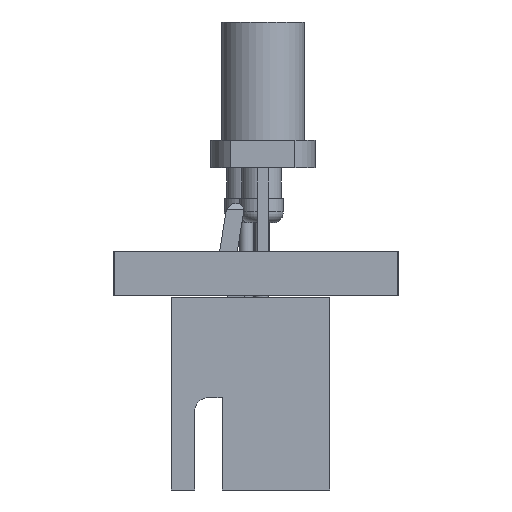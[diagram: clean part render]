
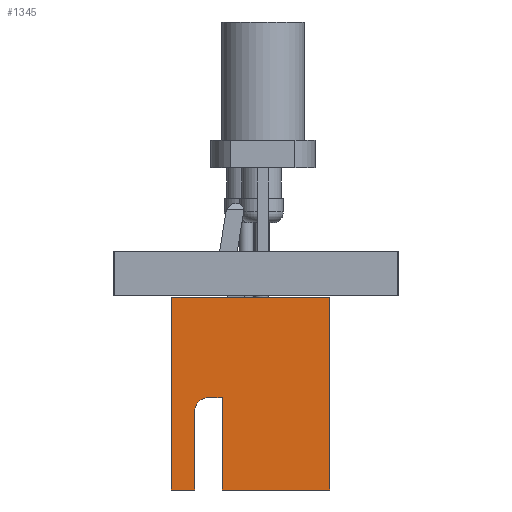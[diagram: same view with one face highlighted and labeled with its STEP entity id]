
A CAD part, left-side view. The second image highlights one B-rep face of the part: STEP entity #1345.
In plain terms, the highlighted face is planar.
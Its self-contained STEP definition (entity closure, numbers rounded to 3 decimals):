
#1032 = VERTEX_POINT('',#1033);
#1033 = CARTESIAN_POINT('',(4.95,-3.4,7.));
#1039 = EDGE_CURVE('',#1032,#1040,#1042,.T.);
#1040 = VERTEX_POINT('',#1041);
#1041 = CARTESIAN_POINT('',(4.95,0.5,7.));
#1042 = LINE('',#1043,#1044);
#1043 = CARTESIAN_POINT('',(4.95,-3.4,7.));
#1044 = VECTOR('',#1045,1.);
#1045 = DIRECTION('',(0.,1.,0.));
#1247 = EDGE_CURVE('',#1248,#1032,#1250,.T.);
#1248 = VERTEX_POINT('',#1249);
#1249 = CARTESIAN_POINT('',(4.95,-3.4,0.));
#1250 = LINE('',#1251,#1252);
#1251 = CARTESIAN_POINT('',(4.95,-3.4,0.));
#1252 = VECTOR('',#1253,1.);
#1253 = DIRECTION('',(0.,0.,1.));
#1345 = ADVANCED_FACE('',(#1346),#1405,.F.);
#1346 = FACE_BOUND('',#1347,.F.);
#1347 = EDGE_LOOP('',(#1348,#1356,#1357,#1358,#1366,#1374,#1383,#1391,
    #1399));
#1348 = ORIENTED_EDGE('',*,*,#1349,.F.);
#1349 = EDGE_CURVE('',#1248,#1350,#1352,.T.);
#1350 = VERTEX_POINT('',#1351);
#1351 = CARTESIAN_POINT('',(4.95,2.35,0.));
#1352 = LINE('',#1353,#1354);
#1353 = CARTESIAN_POINT('',(4.95,-3.4,0.));
#1354 = VECTOR('',#1355,1.);
#1355 = DIRECTION('',(0.,1.,0.));
#1356 = ORIENTED_EDGE('',*,*,#1247,.T.);
#1357 = ORIENTED_EDGE('',*,*,#1039,.T.);
#1358 = ORIENTED_EDGE('',*,*,#1359,.F.);
#1359 = EDGE_CURVE('',#1360,#1040,#1362,.T.);
#1360 = VERTEX_POINT('',#1361);
#1361 = CARTESIAN_POINT('',(4.95,0.5,3.65));
#1362 = LINE('',#1363,#1364);
#1363 = CARTESIAN_POINT('',(4.95,0.5,3.65));
#1364 = VECTOR('',#1365,1.);
#1365 = DIRECTION('',(0.,0.,1.));
#1366 = ORIENTED_EDGE('',*,*,#1367,.F.);
#1367 = EDGE_CURVE('',#1368,#1360,#1370,.T.);
#1368 = VERTEX_POINT('',#1369);
#1369 = CARTESIAN_POINT('',(4.95,1.,3.65));
#1370 = LINE('',#1371,#1372);
#1371 = CARTESIAN_POINT('',(4.95,1.,3.65));
#1372 = VECTOR('',#1373,1.);
#1373 = DIRECTION('',(0.,-1.,0.));
#1374 = ORIENTED_EDGE('',*,*,#1375,.F.);
#1375 = EDGE_CURVE('',#1376,#1368,#1378,.T.);
#1376 = VERTEX_POINT('',#1377);
#1377 = CARTESIAN_POINT('',(4.95,1.5,4.15));
#1378 = CIRCLE('',#1379,0.5);
#1379 = AXIS2_PLACEMENT_3D('',#1380,#1381,#1382);
#1380 = CARTESIAN_POINT('',(4.95,1.,4.15));
#1381 = DIRECTION('',(-1.,0.,0.));
#1382 = DIRECTION('',(0.,1.,0.));
#1383 = ORIENTED_EDGE('',*,*,#1384,.F.);
#1384 = EDGE_CURVE('',#1385,#1376,#1387,.T.);
#1385 = VERTEX_POINT('',#1386);
#1386 = CARTESIAN_POINT('',(4.95,1.5,7.));
#1387 = LINE('',#1388,#1389);
#1388 = CARTESIAN_POINT('',(4.95,1.5,7.));
#1389 = VECTOR('',#1390,1.);
#1390 = DIRECTION('',(-0.,0.,-1.));
#1391 = ORIENTED_EDGE('',*,*,#1392,.T.);
#1392 = EDGE_CURVE('',#1385,#1393,#1395,.T.);
#1393 = VERTEX_POINT('',#1394);
#1394 = CARTESIAN_POINT('',(4.95,2.35,7.));
#1395 = LINE('',#1396,#1397);
#1396 = CARTESIAN_POINT('',(4.95,-3.4,7.));
#1397 = VECTOR('',#1398,1.);
#1398 = DIRECTION('',(0.,1.,0.));
#1399 = ORIENTED_EDGE('',*,*,#1400,.F.);
#1400 = EDGE_CURVE('',#1350,#1393,#1401,.T.);
#1401 = LINE('',#1402,#1403);
#1402 = CARTESIAN_POINT('',(4.95,2.35,0.));
#1403 = VECTOR('',#1404,1.);
#1404 = DIRECTION('',(0.,0.,1.));
#1405 = PLANE('',#1406);
#1406 = AXIS2_PLACEMENT_3D('',#1407,#1408,#1409);
#1407 = CARTESIAN_POINT('',(4.95,-3.4,0.));
#1408 = DIRECTION('',(-1.,0.,0.));
#1409 = DIRECTION('',(0.,1.,0.));
